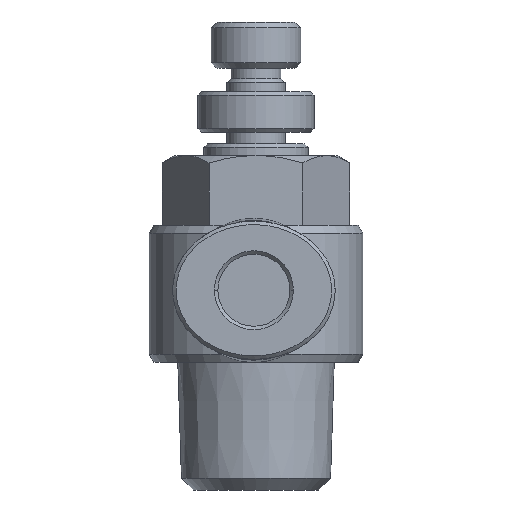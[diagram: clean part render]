
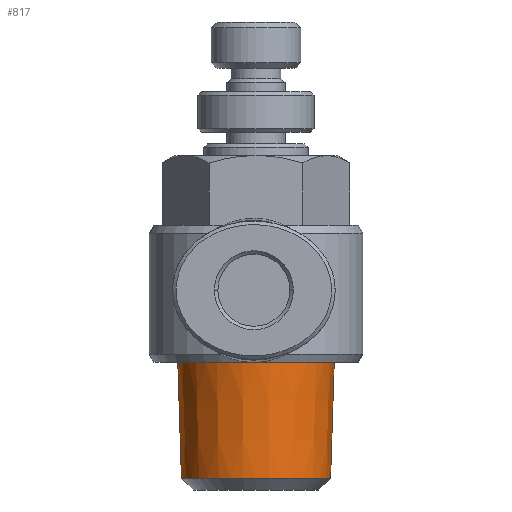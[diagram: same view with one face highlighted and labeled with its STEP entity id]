
A CAD part, front view. The second image highlights one B-rep face of the part: STEP entity #817.
In plain terms, the highlighted conical face has half-angle 1.79 degrees and reference radius 6.562 mm.
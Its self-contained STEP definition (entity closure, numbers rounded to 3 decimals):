
#776=CARTESIAN_POINT('',(0.0,8.25,-14.65));
#777=DIRECTION('',(0.0,0.,1.0));
#778=DIRECTION('',(-1.0,0.0,0.0));
#779=AXIS2_PLACEMENT_3D('',#776,#777,#778);
#780=CONICAL_SURFACE('',#779,6.563,1.79);
#781=CARTESIAN_POINT('',(-6.422,8.25,-19.15));
#782=VERTEX_POINT('',#781);
#783=CARTESIAN_POINT('',(-6.734,8.25,-9.15));
#784=VERTEX_POINT('',#783);
#785=CARTESIAN_POINT('',(-6.422,8.25,-19.15));
#786=DIRECTION('',(-0.031,0.,1.));
#787=VECTOR('',#786,10.005);
#788=LINE('',#785,#787);
#789=EDGE_CURVE('',#782,#784,#788,.T.);
#790=ORIENTED_EDGE('',*,*,#789,.F.);
#791=CARTESIAN_POINT('',(6.422,8.25,-19.15));
#792=VERTEX_POINT('',#791);
#793=CARTESIAN_POINT('',(0.0,8.25,-19.15));
#794=DIRECTION('',(0.0,0.0,-1.0));
#795=DIRECTION('',(1.0,0.0,0.0));
#796=AXIS2_PLACEMENT_3D('',#793,#794,#795);
#797=CIRCLE('',#796,6.422);
#798=EDGE_CURVE('',#792,#782,#797,.T.);
#799=ORIENTED_EDGE('',*,*,#798,.F.);
#800=CARTESIAN_POINT('',(6.734,8.25,-9.15));
#801=VERTEX_POINT('',#800);
#802=CARTESIAN_POINT('',(6.422,8.25,-19.15));
#803=DIRECTION('',(0.031,0.,1.));
#804=VECTOR('',#803,10.005);
#805=LINE('',#802,#804);
#806=EDGE_CURVE('',#792,#801,#805,.T.);
#807=ORIENTED_EDGE('',*,*,#806,.T.);
#808=CARTESIAN_POINT('',(0.0,8.25,-9.15));
#809=DIRECTION('',(0.0,0.0,1.0));
#810=DIRECTION('',(-1.0,0.0,0.0));
#811=AXIS2_PLACEMENT_3D('',#808,#809,#810);
#812=CIRCLE('',#811,6.734);
#813=EDGE_CURVE('',#784,#801,#812,.T.);
#814=ORIENTED_EDGE('',*,*,#813,.F.);
#815=EDGE_LOOP('',(#790,#799,#807,#814));
#816=FACE_OUTER_BOUND('',#815,.T.);
#817=ADVANCED_FACE('',(#816),#780,.T.);
